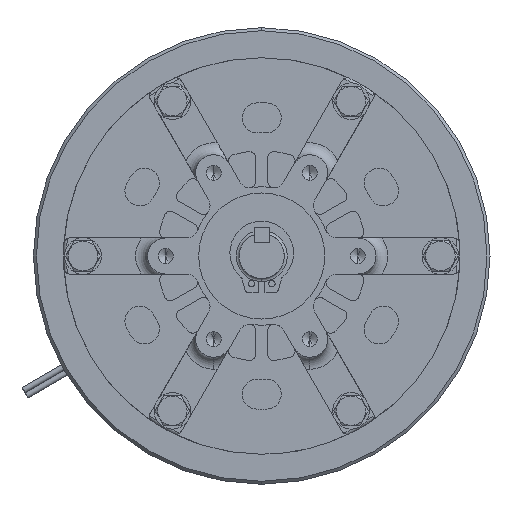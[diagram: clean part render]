
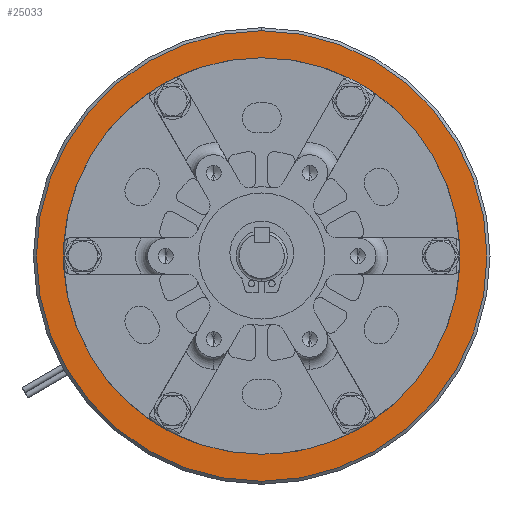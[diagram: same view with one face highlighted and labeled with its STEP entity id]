
A CAD part, left-side view. The second image highlights one B-rep face of the part: STEP entity #25033.
In plain terms, the highlighted planar face has unit normal (-1, 0, 0).
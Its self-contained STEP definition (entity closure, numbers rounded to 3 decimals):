
#226 = ORIENTED_EDGE ( 'NONE', *, *, #13225, .T. ) ;
#311 = AXIS2_PLACEMENT_3D ( 'NONE', #20828, #9145, #10826 ) ;
#1643 = EDGE_CURVE ( 'NONE', #20222, #20038, #23530, .T. ) ;
#1730 = CARTESIAN_POINT ( 'NONE',  ( -21., 0., -66. ) ) ;
#2626 = CARTESIAN_POINT ( 'NONE',  ( -21., 0., 0. ) ) ;
#3170 = VERTEX_POINT ( 'NONE', #1730 ) ;
#3879 = DIRECTION ( 'NONE',  ( -1., 0., 0. ) ) ;
#4301 = DIRECTION ( 'NONE',  ( 0., 0., 1. ) ) ;
#5135 = CIRCLE ( 'NONE', #10936, 66. ) ;
#5766 = EDGE_LOOP ( 'NONE', ( #226, #21226 ) ) ;
#5855 = CIRCLE ( 'NONE', #23682, 75. ) ;
#6086 = CIRCLE ( 'NONE', #311, 66. ) ;
#6718 = FACE_OUTER_BOUND ( 'NONE', #5766, .T. ) ;
#7595 = EDGE_CURVE ( 'NONE', #24947, #3170, #5135, .T. ) ;
#8095 = ORIENTED_EDGE ( 'NONE', *, *, #7595, .F. ) ;
#9145 = DIRECTION ( 'NONE',  ( -1., 0., 0. ) ) ;
#10679 = DIRECTION ( 'NONE',  ( 0., 0., 1. ) ) ;
#10826 = DIRECTION ( 'NONE',  ( 0., 0., 1. ) ) ;
#10936 = AXIS2_PLACEMENT_3D ( 'NONE', #16308, #22372, #4301 ) ;
#11531 = CARTESIAN_POINT ( 'NONE',  ( -21., 0., 66. ) ) ;
#13225 = EDGE_CURVE ( 'NONE', #20038, #20222, #5855, .T. ) ;
#13585 = FACE_BOUND ( 'NONE', #22960, .T. ) ;
#13965 = CARTESIAN_POINT ( 'NONE',  ( -21., 0., 0. ) ) ;
#14329 = AXIS2_PLACEMENT_3D ( 'NONE', #13965, #3879, #18156 ) ;
#15301 = EDGE_CURVE ( 'NONE', #3170, #24947, #6086, .T. ) ;
#15665 = CARTESIAN_POINT ( 'NONE',  ( -21., 0., -75. ) ) ;
#15894 = PLANE ( 'NONE',  #14329 ) ;
#16308 = CARTESIAN_POINT ( 'NONE',  ( -21., 0., 0. ) ) ;
#16789 = DIRECTION ( 'NONE',  ( -1., 0., 0. ) ) ;
#18156 = DIRECTION ( 'NONE',  ( 0., 0., -1. ) ) ;
#18623 = ORIENTED_EDGE ( 'NONE', *, *, #15301, .F. ) ;
#18695 = CARTESIAN_POINT ( 'NONE',  ( -21., 0., 0. ) ) ;
#18745 = DIRECTION ( 'NONE',  ( 0., 0., 1. ) ) ;
#20038 = VERTEX_POINT ( 'NONE', #21310 ) ;
#20222 = VERTEX_POINT ( 'NONE', #15665 ) ;
#20828 = CARTESIAN_POINT ( 'NONE',  ( -21., 0., 0. ) ) ;
#21226 = ORIENTED_EDGE ( 'NONE', *, *, #1643, .T. ) ;
#21310 = CARTESIAN_POINT ( 'NONE',  ( -21., 0., 75. ) ) ;
#22372 = DIRECTION ( 'NONE',  ( -1., 0., 0. ) ) ;
#22908 = DIRECTION ( 'NONE',  ( -1., 0., 0. ) ) ;
#22960 = EDGE_LOOP ( 'NONE', ( #8095, #18623 ) ) ;
#23530 = CIRCLE ( 'NONE', #25409, 75. ) ;
#23682 = AXIS2_PLACEMENT_3D ( 'NONE', #2626, #22908, #18745 ) ;
#24947 = VERTEX_POINT ( 'NONE', #11531 ) ;
#25033 = ADVANCED_FACE ( 'NONE', ( #13585, #6718 ), #15894, .T. ) ;
#25409 = AXIS2_PLACEMENT_3D ( 'NONE', #18695, #16789, #10679 ) ;
